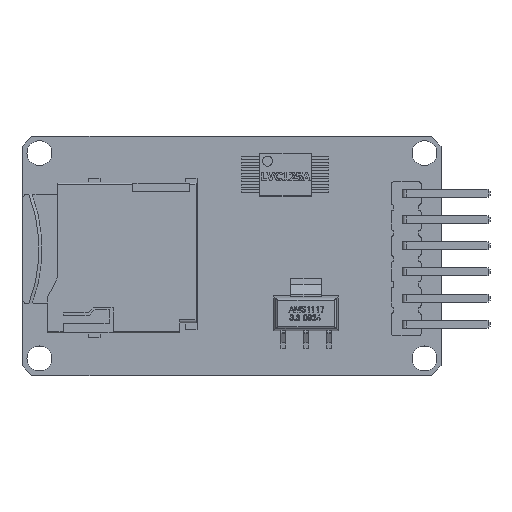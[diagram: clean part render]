
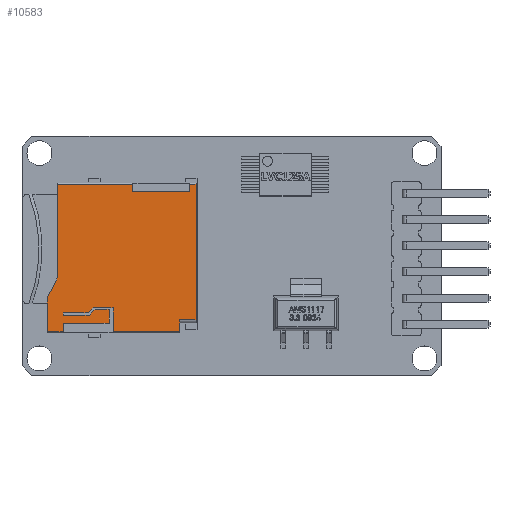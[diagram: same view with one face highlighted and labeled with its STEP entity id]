
A CAD part, top view. The second image highlights one B-rep face of the part: STEP entity #10583.
In plain terms, the highlighted planar face has unit normal (0, 0, 1).
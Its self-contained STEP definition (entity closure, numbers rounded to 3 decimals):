
#985=FACE_OUTER_BOUND('',#1527,.T.);
#1527=EDGE_LOOP('',(#8451,#8452,#8453,#8454,#8455,#8456,#8457,#8458,#8459,
#8460,#8461,#8462,#8463,#8464,#8465,#8466,#8467,#8468,#8469,#8470,#8471,
#8472,#8473,#8474));
#2090=LINE('',#15251,#3282);
#2099=LINE('',#15270,#3291);
#2110=LINE('',#15295,#3302);
#2111=LINE('',#15299,#3303);
#2117=LINE('',#15320,#3309);
#2124=LINE('',#15339,#3316);
#2127=LINE('',#15345,#3319);
#2137=LINE('',#15368,#3329);
#2138=LINE('',#15372,#3330);
#2141=LINE('',#15378,#3333);
#2272=LINE('',#15696,#3464);
#2273=LINE('',#15699,#3465);
#2276=LINE('',#15705,#3468);
#2279=LINE('',#15711,#3471);
#2282=LINE('',#15717,#3474);
#2285=LINE('',#15723,#3477);
#2288=LINE('',#15729,#3480);
#2291=LINE('',#15735,#3483);
#2294=LINE('',#15741,#3486);
#2297=LINE('',#15746,#3489);
#2303=LINE('',#15759,#3495);
#2309=LINE('',#15769,#3501);
#2324=LINE('',#15798,#3516);
#2523=LINE('',#16249,#3715);
#3282=VECTOR('',#12060,10.);
#3291=VECTOR('',#12073,9.5);
#3302=VECTOR('',#12090,10.);
#3303=VECTOR('',#12095,10.);
#3309=VECTOR('',#12117,10.);
#3316=VECTOR('',#12132,10.);
#3319=VECTOR('',#12137,10.);
#3329=VECTOR('',#12153,10.);
#3330=VECTOR('',#12158,10.);
#3333=VECTOR('',#12163,10.);
#3464=VECTOR('',#12386,10.);
#3465=VECTOR('',#12389,10.);
#3468=VECTOR('',#12394,10.);
#3471=VECTOR('',#12399,10.);
#3474=VECTOR('',#12404,10.);
#3477=VECTOR('',#12409,10.);
#3480=VECTOR('',#12414,10.);
#3483=VECTOR('',#12419,10.);
#3486=VECTOR('',#12424,10.);
#3489=VECTOR('',#12429,10.);
#3495=VECTOR('',#12441,10.);
#3501=VECTOR('',#12449,10.);
#3516=VECTOR('',#12476,2.236);
#3715=VECTOR('',#12905,3.5);
#4438=VERTEX_POINT('',#15248);
#4439=VERTEX_POINT('',#15250);
#4447=VERTEX_POINT('',#15268);
#4457=VERTEX_POINT('',#15292);
#4458=VERTEX_POINT('',#15294);
#4459=VERTEX_POINT('',#15298);
#4466=VERTEX_POINT('',#15318);
#4471=VERTEX_POINT('',#15332);
#4474=VERTEX_POINT('',#15337);
#4476=VERTEX_POINT('',#15343);
#4485=VERTEX_POINT('',#15365);
#4486=VERTEX_POINT('',#15367);
#4487=VERTEX_POINT('',#15371);
#4489=VERTEX_POINT('',#15377);
#4631=VERTEX_POINT('',#15698);
#4633=VERTEX_POINT('',#15704);
#4635=VERTEX_POINT('',#15710);
#4637=VERTEX_POINT('',#15716);
#4639=VERTEX_POINT('',#15722);
#4641=VERTEX_POINT('',#15728);
#4643=VERTEX_POINT('',#15734);
#4645=VERTEX_POINT('',#15740);
#4650=VERTEX_POINT('',#15758);
#4661=VERTEX_POINT('',#15796);
#5664=EDGE_CURVE('',#4438,#4439,#2090,.T.);
#5674=EDGE_CURVE('',#4438,#4447,#2099,.T.);
#5686=EDGE_CURVE('',#4457,#4458,#2110,.T.);
#5688=EDGE_CURVE('',#4458,#4459,#2111,.T.);
#5699=EDGE_CURVE('',#4457,#4466,#2117,.T.);
#5708=EDGE_CURVE('',#4474,#4471,#2124,.T.);
#5711=EDGE_CURVE('',#4474,#4476,#2127,.T.);
#5722=EDGE_CURVE('',#4485,#4486,#2137,.T.);
#5724=EDGE_CURVE('',#4487,#4486,#2138,.T.);
#5727=EDGE_CURVE('',#4459,#4489,#2141,.T.);
#5887=EDGE_CURVE('',#4485,#4489,#2272,.T.);
#5888=EDGE_CURVE('',#4631,#4487,#2273,.T.);
#5891=EDGE_CURVE('',#4633,#4631,#2276,.T.);
#5894=EDGE_CURVE('',#4635,#4633,#2279,.T.);
#5897=EDGE_CURVE('',#4637,#4635,#2282,.T.);
#5900=EDGE_CURVE('',#4639,#4637,#2285,.T.);
#5903=EDGE_CURVE('',#4641,#4639,#2288,.T.);
#5906=EDGE_CURVE('',#4643,#4641,#2291,.T.);
#5909=EDGE_CURVE('',#4645,#4643,#2294,.T.);
#5912=EDGE_CURVE('',#4476,#4645,#2297,.T.);
#5918=EDGE_CURVE('',#4650,#4439,#2303,.T.);
#5924=EDGE_CURVE('',#4466,#4650,#2309,.T.);
#5939=EDGE_CURVE('',#4447,#4661,#2324,.T.);
#6166=EDGE_CURVE('',#4661,#4471,#2523,.T.);
#8451=ORIENTED_EDGE('',*,*,#5664,.F.);
#8452=ORIENTED_EDGE('',*,*,#5674,.T.);
#8453=ORIENTED_EDGE('',*,*,#5939,.T.);
#8454=ORIENTED_EDGE('',*,*,#6166,.T.);
#8455=ORIENTED_EDGE('',*,*,#5708,.F.);
#8456=ORIENTED_EDGE('',*,*,#5711,.T.);
#8457=ORIENTED_EDGE('',*,*,#5912,.T.);
#8458=ORIENTED_EDGE('',*,*,#5909,.T.);
#8459=ORIENTED_EDGE('',*,*,#5906,.T.);
#8460=ORIENTED_EDGE('',*,*,#5903,.T.);
#8461=ORIENTED_EDGE('',*,*,#5900,.T.);
#8462=ORIENTED_EDGE('',*,*,#5897,.T.);
#8463=ORIENTED_EDGE('',*,*,#5894,.T.);
#8464=ORIENTED_EDGE('',*,*,#5891,.T.);
#8465=ORIENTED_EDGE('',*,*,#5888,.T.);
#8466=ORIENTED_EDGE('',*,*,#5724,.T.);
#8467=ORIENTED_EDGE('',*,*,#5722,.F.);
#8468=ORIENTED_EDGE('',*,*,#5887,.T.);
#8469=ORIENTED_EDGE('',*,*,#5727,.F.);
#8470=ORIENTED_EDGE('',*,*,#5688,.F.);
#8471=ORIENTED_EDGE('',*,*,#5686,.F.);
#8472=ORIENTED_EDGE('',*,*,#5699,.T.);
#8473=ORIENTED_EDGE('',*,*,#5924,.T.);
#8474=ORIENTED_EDGE('',*,*,#5918,.T.);
#10130=PLANE('',#11184);
#10583=ADVANCED_FACE('',(#985),#10130,.T.);
#11184=AXIS2_PLACEMENT_3D('',#16250,#12906,#12907);
#12060=DIRECTION('',(1.,0.,0.));
#12073=DIRECTION('',(0.,-1.,0.));
#12090=DIRECTION('',(1.,0.,0.));
#12095=DIRECTION('',(0.,-1.,0.));
#12117=DIRECTION('',(0.,-1.,0.));
#12132=DIRECTION('',(-1.,0.,0.));
#12137=DIRECTION('',(0.,1.,0.));
#12153=DIRECTION('',(-1.,0.,0.));
#12158=DIRECTION('',(0.,-1.,0.));
#12163=DIRECTION('',(-1.,0.,0.));
#12386=DIRECTION('',(0.,1.,0.));
#12389=DIRECTION('',(1.,0.,0.));
#12394=DIRECTION('',(0.707,0.707,0.));
#12399=DIRECTION('',(1.,0.,0.));
#12404=DIRECTION('',(0.,1.,0.));
#12409=DIRECTION('',(-1.,0.,0.));
#12414=DIRECTION('',(-0.707,-0.707,0.));
#12419=DIRECTION('',(-1.,0.,0.));
#12424=DIRECTION('',(0.,1.,0.));
#12429=DIRECTION('',(1.,0.,0.));
#12441=DIRECTION('',(0.,1.,0.));
#12449=DIRECTION('',(-1.,0.,0.));
#12476=DIRECTION('',(-0.447,-0.894,0.));
#12905=DIRECTION('',(0.,-1.,0.));
#12906=DIRECTION('center_axis',(0.,0.,1.));
#12907=DIRECTION('ref_axis',(1.,0.,0.));
#15248=CARTESIAN_POINT('',(-14.084,8.2,3.4));
#15250=CARTESIAN_POINT('',(-6.501,8.2,3.4));
#15251=CARTESIAN_POINT('',(-0.042,8.2,3.4));
#15268=CARTESIAN_POINT('',(-14.084,-1.2,3.4));
#15270=CARTESIAN_POINT('',(-14.084,8.3,3.4));
#15292=CARTESIAN_POINT('',(-0.871,8.2,3.4));
#15294=CARTESIAN_POINT('',(-0.184,8.2,3.4));
#15295=CARTESIAN_POINT('',(-0.042,8.2,3.4));
#15298=CARTESIAN_POINT('',(-0.184,-5.4,3.4));
#15299=CARTESIAN_POINT('',(-0.184,-3.35,3.4));
#15318=CARTESIAN_POINT('',(-0.871,7.45,3.4));
#15320=CARTESIAN_POINT('',(-0.871,4.15,3.4));
#15332=CARTESIAN_POINT('',(-15.084,-6.6,3.4));
#15337=CARTESIAN_POINT('',(-13.496,-6.6,3.4));
#15339=CARTESIAN_POINT('',(-7.542,-6.6,3.4));
#15343=CARTESIAN_POINT('',(-13.496,-5.75,3.4));
#15345=CARTESIAN_POINT('',(-13.496,-3.35,3.4));
#15365=CARTESIAN_POINT('',(-1.834,-6.6,3.4));
#15367=CARTESIAN_POINT('',(-8.496,-6.6,3.4));
#15368=CARTESIAN_POINT('',(-7.542,-6.6,3.4));
#15371=CARTESIAN_POINT('',(-8.496,-4.2,3.4));
#15372=CARTESIAN_POINT('',(-8.496,-2.1,3.4));
#15377=CARTESIAN_POINT('',(-1.834,-5.4,3.4));
#15378=CARTESIAN_POINT('',(-0.917,-5.4,3.4));
#15696=CARTESIAN_POINT('',(-1.834,-3.35,3.4));
#15698=CARTESIAN_POINT('',(-10.496,-4.2,3.4));
#15699=CARTESIAN_POINT('',(-5.248,-4.2,3.4));
#15704=CARTESIAN_POINT('',(-10.996,-4.7,3.4));
#15705=CARTESIAN_POINT('',(-7.072,-0.776,3.4));
#15710=CARTESIAN_POINT('',(-13.496,-4.7,3.4));
#15711=CARTESIAN_POINT('',(-6.748,-4.7,3.4));
#15716=CARTESIAN_POINT('',(-13.496,-4.95,3.4));
#15717=CARTESIAN_POINT('',(-13.496,-2.475,3.4));
#15722=CARTESIAN_POINT('',(-10.896,-4.95,3.4));
#15723=CARTESIAN_POINT('',(-5.448,-4.95,3.4));
#15728=CARTESIAN_POINT('',(-10.296,-4.35,3.4));
#15729=CARTESIAN_POINT('',(-6.635,-0.688,3.4));
#15734=CARTESIAN_POINT('',(-8.896,-4.35,3.4));
#15735=CARTESIAN_POINT('',(-4.448,-4.35,3.4));
#15740=CARTESIAN_POINT('',(-8.896,-5.75,3.4));
#15741=CARTESIAN_POINT('',(-8.896,-2.875,3.4));
#15746=CARTESIAN_POINT('',(-6.748,-5.75,3.4));
#15758=CARTESIAN_POINT('',(-6.501,7.45,3.4));
#15759=CARTESIAN_POINT('',(-6.501,3.725,3.4));
#15769=CARTESIAN_POINT('',(-0.436,7.45,3.4));
#15796=CARTESIAN_POINT('',(-15.084,-3.2,3.4));
#15798=CARTESIAN_POINT('',(-14.084,-1.2,3.4));
#16249=CARTESIAN_POINT('',(-15.084,-3.2,3.4));
#16250=CARTESIAN_POINT('Origin',(0.,0.,3.4));
